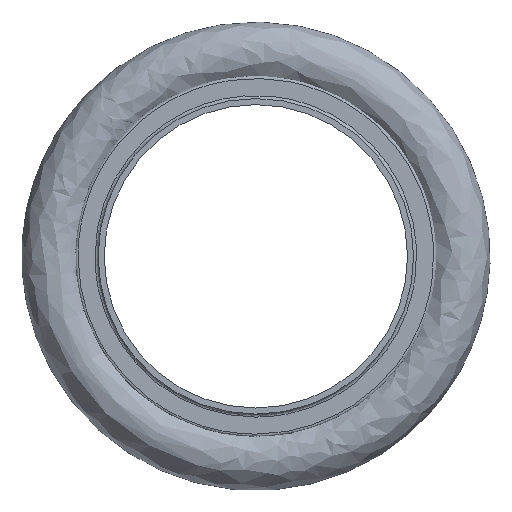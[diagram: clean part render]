
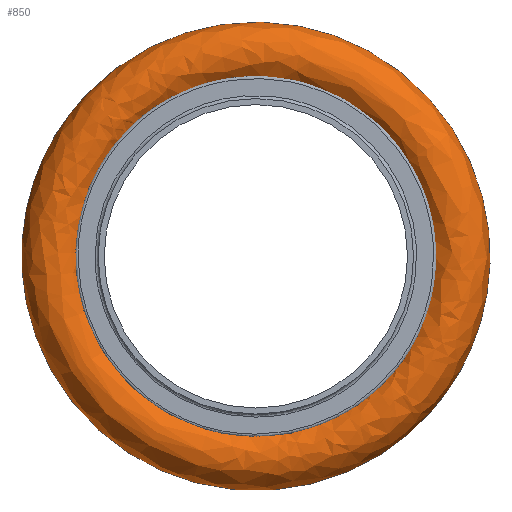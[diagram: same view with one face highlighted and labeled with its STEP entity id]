
A CAD part, left-side view. The second image highlights one B-rep face of the part: STEP entity #850.
In plain terms, the highlighted free-form (B-spline) face has degree [3, 3] with [7, 7] control points.
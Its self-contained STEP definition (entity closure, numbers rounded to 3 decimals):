
#149 = CARTESIAN_POINT ( 'NONE',  ( 0., 0., 19.304 ) ) ;
#165 = CARTESIAN_POINT ( 'NONE',  ( 0., 0., -19.304 ) ) ;
#331 = CARTESIAN_POINT ( 'NONE',  ( 0., 27.94, -13.97 ) ) ;
#341 = CARTESIAN_POINT ( 'NONE',  ( 5.334, 27.94, -13.97 ) ) ;
#349 = CARTESIAN_POINT ( 'NONE',  ( -5.334, -27.94, -13.97 ) ) ;
#357 = CARTESIAN_POINT ( 'NONE',  ( 5.334, 0., -19.304 ) ) ;
#362 = CARTESIAN_POINT ( 'NONE',  ( 0., 38.608, -19.304 ) ) ;
#517 = CARTESIAN_POINT ( 'NONE',  ( -5.334, 0., -13.97 ) ) ;
#532 = CARTESIAN_POINT ( 'NONE',  ( 5.334, 0., -13.97 ) ) ;
#539 = CARTESIAN_POINT ( 'NONE',  ( 5.334, -38.608, -19.304 ) ) ;
#676 = CARTESIAN_POINT ( 'NONE',  ( -5.334, -27.94, 13.97 ) ) ;
#692 = CARTESIAN_POINT ( 'NONE',  ( 0., 0., -13.97 ) ) ;
#698 = CARTESIAN_POINT ( 'NONE',  ( 0., -38.608, 19.304 ) ) ;
#708 = CARTESIAN_POINT ( 'NONE',  ( 0., 0., -19.304 ) ) ;
#850 = ADVANCED_FACE ( 'NONE', ( ), #958, .T. ) ;
#864 = CARTESIAN_POINT ( 'NONE',  ( -5.334, 0., -13.97 ) ) ;
#876 = CARTESIAN_POINT ( 'NONE',  ( -5.334, 0., 19.304 ) ) ;
#884 = CARTESIAN_POINT ( 'NONE',  ( -5.334, 0., -19.304 ) ) ;
#892 = CARTESIAN_POINT ( 'NONE',  ( -5.334, -38.608, 19.304 ) ) ;
#900 = CARTESIAN_POINT ( 'NONE',  ( -5.334, -38.608, -19.304 ) ) ;
#958 =( BOUNDED_SURFACE ( )  B_SPLINE_SURFACE ( 3, 3, ( 
 ( #2028, #362, #1821, #1993, #1836, #2020, #165 ),
 ( #1630, #2418, #2208, #876, #892, #900, #884 ),
 ( #517, #1071, #2215, #1469, #676, #349, #864 ),
 ( #692, #331, #2190, #2427, #2398, #1063, #1459 ),
 ( #1813, #341, #1273, #1256, #2389, #1647, #532 ),
 ( #357, #1282, #1654, #1802, #1055, #539, #1828 ),
 ( #2199, #2408, #1266, #149, #698, #1638, #708 ) ),
 .UNSPECIFIED., .T., .T., .F. ) 
 B_SPLINE_SURFACE_WITH_KNOTS ( ( 4, 3, 4 ),
 ( 4, 3, 4 ),
 ( 0., 0.5, 1. ),
 ( 0., 0.5, 1. ),
 .UNSPECIFIED. ) 
 GEOMETRIC_REPRESENTATION_ITEM ( )  RATIONAL_B_SPLINE_SURFACE ( (
 ( 1., 0.333, 0.333, 1., 0.333, 0.333, 1.),
 ( 0.333, 0.111, 0.111, 0.333, 0.111, 0.111, 0.333),
 ( 0.333, 0.111, 0.111, 0.333, 0.111, 0.111, 0.333),
 ( 1., 0.333, 0.333, 1., 0.333, 0.333, 1.),
 ( 0.333, 0.111, 0.111, 0.333, 0.111, 0.111, 0.333),
 ( 0.333, 0.111, 0.111, 0.333, 0.111, 0.111, 0.333),
 ( 1., 0.333, 0.333, 1., 0.333, 0.333, 1.) ) ) 
 REPRESENTATION_ITEM ( '' )  SURFACE ( )  );
#1055 = CARTESIAN_POINT ( 'NONE',  ( 5.334, -38.608, 19.304 ) ) ;
#1063 = CARTESIAN_POINT ( 'NONE',  ( 0., -27.94, -13.97 ) ) ;
#1071 = CARTESIAN_POINT ( 'NONE',  ( -5.334, 27.94, -13.97 ) ) ;
#1256 = CARTESIAN_POINT ( 'NONE',  ( 5.334, 0., 13.97 ) ) ;
#1266 = CARTESIAN_POINT ( 'NONE',  ( 0., 38.608, 19.304 ) ) ;
#1273 = CARTESIAN_POINT ( 'NONE',  ( 5.334, 27.94, 13.97 ) ) ;
#1282 = CARTESIAN_POINT ( 'NONE',  ( 5.334, 38.608, -19.304 ) ) ;
#1459 = CARTESIAN_POINT ( 'NONE',  ( 0., 0., -13.97 ) ) ;
#1469 = CARTESIAN_POINT ( 'NONE',  ( -5.334, 0., 13.97 ) ) ;
#1630 = CARTESIAN_POINT ( 'NONE',  ( -5.334, 0., -19.304 ) ) ;
#1638 = CARTESIAN_POINT ( 'NONE',  ( 0., -38.608, -19.304 ) ) ;
#1647 = CARTESIAN_POINT ( 'NONE',  ( 5.334, -27.94, -13.97 ) ) ;
#1654 = CARTESIAN_POINT ( 'NONE',  ( 5.334, 38.608, 19.304 ) ) ;
#1802 = CARTESIAN_POINT ( 'NONE',  ( 5.334, 0., 19.304 ) ) ;
#1813 = CARTESIAN_POINT ( 'NONE',  ( 5.334, 0., -13.97 ) ) ;
#1821 = CARTESIAN_POINT ( 'NONE',  ( 0., 38.608, 19.304 ) ) ;
#1828 = CARTESIAN_POINT ( 'NONE',  ( 5.334, 0., -19.304 ) ) ;
#1836 = CARTESIAN_POINT ( 'NONE',  ( 0., -38.608, 19.304 ) ) ;
#1993 = CARTESIAN_POINT ( 'NONE',  ( 0., 0., 19.304 ) ) ;
#2020 = CARTESIAN_POINT ( 'NONE',  ( 0., -38.608, -19.304 ) ) ;
#2028 = CARTESIAN_POINT ( 'NONE',  ( 0., 0., -19.304 ) ) ;
#2190 = CARTESIAN_POINT ( 'NONE',  ( 0., 27.94, 13.97 ) ) ;
#2199 = CARTESIAN_POINT ( 'NONE',  ( 0., 0., -19.304 ) ) ;
#2208 = CARTESIAN_POINT ( 'NONE',  ( -5.334, 38.608, 19.304 ) ) ;
#2215 = CARTESIAN_POINT ( 'NONE',  ( -5.334, 27.94, 13.97 ) ) ;
#2389 = CARTESIAN_POINT ( 'NONE',  ( 5.334, -27.94, 13.97 ) ) ;
#2398 = CARTESIAN_POINT ( 'NONE',  ( 0., -27.94, 13.97 ) ) ;
#2408 = CARTESIAN_POINT ( 'NONE',  ( 0., 38.608, -19.304 ) ) ;
#2418 = CARTESIAN_POINT ( 'NONE',  ( -5.334, 38.608, -19.304 ) ) ;
#2427 = CARTESIAN_POINT ( 'NONE',  ( 0., 0., 13.97 ) ) ;
